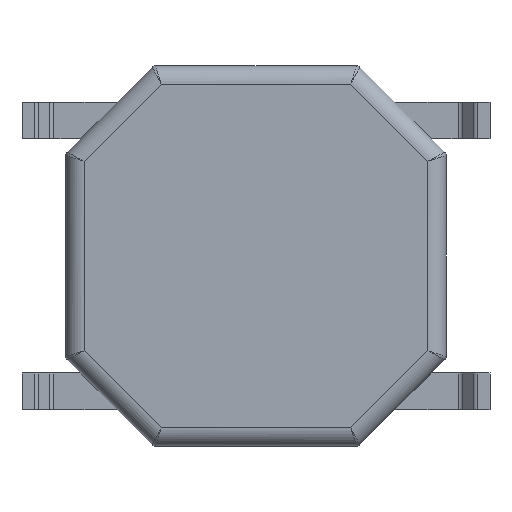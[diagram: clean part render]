
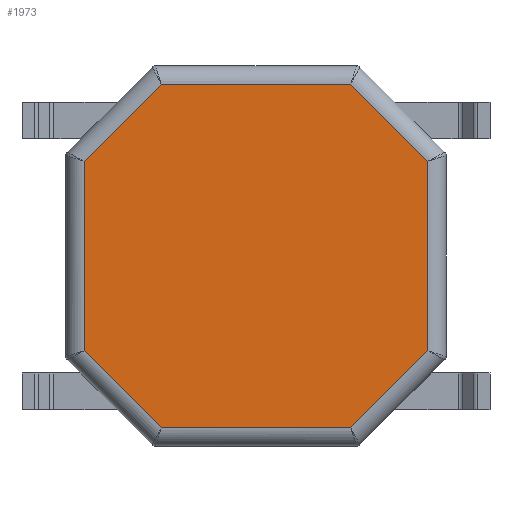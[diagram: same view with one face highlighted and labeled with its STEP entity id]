
A CAD part, front view. The second image highlights one B-rep face of the part: STEP entity #1973.
In plain terms, the highlighted planar face has unit normal (0, -1, 0).
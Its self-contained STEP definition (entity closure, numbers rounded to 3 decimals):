
#2=DIRECTION('',(-1.,0.,0.));
#3=VECTOR('',#2,2.593);
#4=CARTESIAN_POINT('',(1.296,0.,2.35));
#5=LINE('',#4,#3);
#6=DIRECTION('',(0.,0.,1.));
#7=VECTOR('',#6,2.593);
#8=CARTESIAN_POINT('',(2.35,0.,-1.296));
#9=LINE('',#8,#7);
#10=DIRECTION('',(1.,0.,0.));
#11=VECTOR('',#10,2.593);
#12=CARTESIAN_POINT('',(-1.296,0.,-2.35));
#13=LINE('',#12,#11);
#14=DIRECTION('',(0.,0.,-1.));
#15=VECTOR('',#14,2.593);
#16=CARTESIAN_POINT('',(-2.35,0.,1.296));
#17=LINE('',#16,#15);
#18=DIRECTION('',(-0.707,0.,-0.707));
#19=VECTOR('',#18,1.49);
#20=CARTESIAN_POINT('',(-1.296,0.,2.35));
#21=LINE('',#20,#19);
#800=DIRECTION('',(0.707,0.,-0.707));
#801=VECTOR('',#800,1.49);
#802=CARTESIAN_POINT('',(-2.35,0.,-1.296));
#803=LINE('',#802,#801);
#862=DIRECTION('',(0.707,0.,0.707));
#863=VECTOR('',#862,1.49);
#864=CARTESIAN_POINT('',(1.296,0.,-2.35));
#865=LINE('',#864,#863);
#924=DIRECTION('',(-0.707,0.,0.707));
#925=VECTOR('',#924,1.49);
#926=CARTESIAN_POINT('',(2.35,0.,1.296));
#927=LINE('',#926,#925);
#1810=CARTESIAN_POINT('',(-2.35,0.,1.296));
#1811=CARTESIAN_POINT('',(-2.35,0.,-1.296));
#1812=VERTEX_POINT('',#1810);
#1813=VERTEX_POINT('',#1811);
#1826=CARTESIAN_POINT('',(-1.296,0.,-2.35));
#1827=CARTESIAN_POINT('',(1.296,0.,-2.35));
#1828=VERTEX_POINT('',#1826);
#1829=VERTEX_POINT('',#1827);
#1842=CARTESIAN_POINT('',(2.35,0.,-1.296));
#1843=CARTESIAN_POINT('',(2.35,0.,1.296));
#1844=VERTEX_POINT('',#1842);
#1845=VERTEX_POINT('',#1843);
#1858=CARTESIAN_POINT('',(1.296,0.,2.35));
#1859=CARTESIAN_POINT('',(-1.296,0.,2.35));
#1860=VERTEX_POINT('',#1858);
#1861=VERTEX_POINT('',#1859);
#1950=CARTESIAN_POINT('',(0.,0.,0.));
#1951=DIRECTION('',(0.,1.,0.));
#1952=DIRECTION('',(1.,0.,0.));
#1953=AXIS2_PLACEMENT_3D('',#1950,#1951,#1952);
#1954=PLANE('',#1953);
#1956=ORIENTED_EDGE('',*,*,#1955,.F.);
#1958=ORIENTED_EDGE('',*,*,#1957,.F.);
#1960=ORIENTED_EDGE('',*,*,#1959,.F.);
#1962=ORIENTED_EDGE('',*,*,#1961,.F.);
#1964=ORIENTED_EDGE('',*,*,#1963,.F.);
#1966=ORIENTED_EDGE('',*,*,#1965,.F.);
#1968=ORIENTED_EDGE('',*,*,#1967,.F.);
#1970=ORIENTED_EDGE('',*,*,#1969,.F.);
#1971=EDGE_LOOP('',(#1956,#1958,#1960,#1962,#1964,#1966,#1968,#1970));
#1972=FACE_OUTER_BOUND('',#1971,.F.);
#1973=ADVANCED_FACE('',(#1972),#1954,.F.);
#1955=EDGE_CURVE('',#1861,#1812,#21,.T.);
#1957=EDGE_CURVE('',#1860,#1861,#5,.T.);
#1959=EDGE_CURVE('',#1845,#1860,#927,.T.);
#1961=EDGE_CURVE('',#1844,#1845,#9,.T.);
#1963=EDGE_CURVE('',#1829,#1844,#865,.T.);
#1965=EDGE_CURVE('',#1828,#1829,#13,.T.);
#1967=EDGE_CURVE('',#1813,#1828,#803,.T.);
#1969=EDGE_CURVE('',#1812,#1813,#17,.T.);
